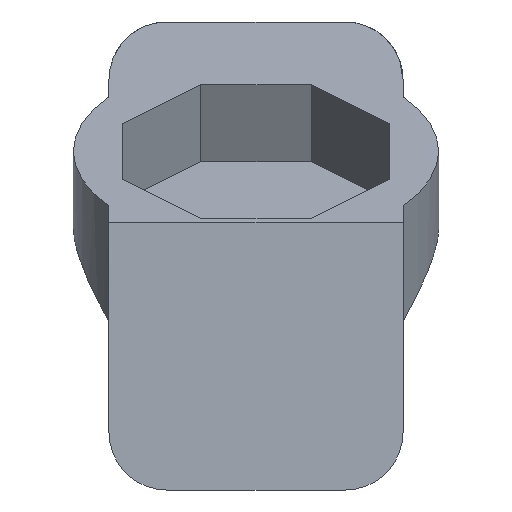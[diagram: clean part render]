
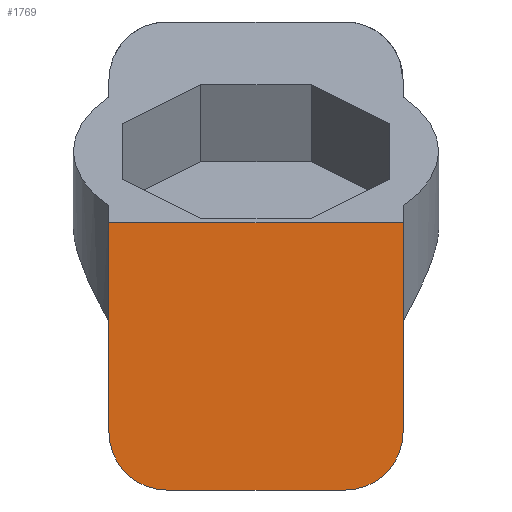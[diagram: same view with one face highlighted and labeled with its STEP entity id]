
A CAD part, front view. The second image highlights one B-rep face of the part: STEP entity #1769.
In plain terms, the highlighted planar face has unit normal (0, -1, 0).
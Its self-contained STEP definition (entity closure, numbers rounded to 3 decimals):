
#91 = PLANE('',#92);
#92 = AXIS2_PLACEMENT_3D('',#93,#94,#95);
#93 = CARTESIAN_POINT('',(13.68,19.244,
    28.349));
#94 = DIRECTION('',(-1.,0.,0.));
#95 = DIRECTION('',(0.,0.,1.));
#302 = PLANE('',#303);
#303 = AXIS2_PLACEMENT_3D('',#304,#305,#306);
#304 = CARTESIAN_POINT('',(20.28,19.244,
    33.049));
#305 = DIRECTION('',(0.,0.,1.));
#306 = DIRECTION('',(-1.,0.,0.));
#330 = PLANE('',#331);
#331 = AXIS2_PLACEMENT_3D('',#332,#333,#334);
#332 = CARTESIAN_POINT('',(20.28,19.244,
    38.349));
#333 = DIRECTION('',(1.,0.,0.));
#334 = DIRECTION('',(0.,0.,-1.));
#771 = VERTEX_POINT('',#772);
#772 = CARTESIAN_POINT('',(13.68,15.544,
    28.349));
#786 = CYLINDRICAL_SURFACE('',#787,1.3);
#787 = AXIS2_PLACEMENT_3D('',#788,#789,#790);
#788 = CARTESIAN_POINT('',(14.98,19.244,
    28.349));
#789 = DIRECTION('',(0.,1.,0.));
#790 = DIRECTION('',(0.,0.,-1.));
#798 = EDGE_CURVE('',#799,#771,#801,.T.);
#799 = VERTEX_POINT('',#800);
#800 = CARTESIAN_POINT('',(13.68,15.544,
    33.049));
#801 = SURFACE_CURVE('',#802,(#806,#813),.PCURVE_S1.);
#802 = LINE('',#803,#804);
#803 = CARTESIAN_POINT('',(13.68,15.544,
    31.549));
#804 = VECTOR('',#805,1.);
#805 = DIRECTION('',(0.,0.,-1.));
#806 = PCURVE('',#91,#807);
#807 = DEFINITIONAL_REPRESENTATION('',(#808),#812);
#808 = LINE('',#809,#810);
#809 = CARTESIAN_POINT('',(3.2,-3.7));
#810 = VECTOR('',#811,1.);
#811 = DIRECTION('',(-1.,0.));
#812 = ( GEOMETRIC_REPRESENTATION_CONTEXT(2) 
PARAMETRIC_REPRESENTATION_CONTEXT() REPRESENTATION_CONTEXT('2D SPACE',''
  ) );
#813 = PCURVE('',#814,#819);
#814 = PLANE('',#815);
#815 = AXIS2_PLACEMENT_3D('',#816,#817,#818);
#816 = CARTESIAN_POINT('',(16.98,15.544,
    30.049));
#817 = DIRECTION('',(0.,1.,0.));
#818 = DIRECTION('',(0.,0.,1.));
#819 = DEFINITIONAL_REPRESENTATION('',(#820),#824);
#820 = LINE('',#821,#822);
#821 = CARTESIAN_POINT('',(1.5,-3.3));
#822 = VECTOR('',#823,1.);
#823 = DIRECTION('',(-1.,0.));
#824 = ( GEOMETRIC_REPRESENTATION_CONTEXT(2) 
PARAMETRIC_REPRESENTATION_CONTEXT() REPRESENTATION_CONTEXT('2D SPACE',''
  ) );
#962 = CYLINDRICAL_SURFACE('',#963,1.3);
#963 = AXIS2_PLACEMENT_3D('',#964,#965,#966);
#964 = CARTESIAN_POINT('',(18.98,19.244,
    28.349));
#965 = DIRECTION('',(0.,1.,0.));
#966 = DIRECTION('',(1.,0.,0.));
#990 = PLANE('',#991);
#991 = AXIS2_PLACEMENT_3D('',#992,#993,#994);
#992 = CARTESIAN_POINT('',(18.98,19.244,
    27.049));
#993 = DIRECTION('',(0.,0.,-1.));
#994 = DIRECTION('',(-1.,0.,0.));
#1090 = VERTEX_POINT('',#1091);
#1091 = CARTESIAN_POINT('',(20.28,15.544,
    28.349));
#1189 = VERTEX_POINT('',#1190);
#1190 = CARTESIAN_POINT('',(20.28,15.544,
    33.049));
#1211 = EDGE_CURVE('',#1090,#1189,#1212,.T.);
#1212 = SURFACE_CURVE('',#1213,(#1217,#1224),.PCURVE_S1.);
#1213 = LINE('',#1214,#1215);
#1214 = CARTESIAN_POINT('',(20.28,15.544,
    29.199));
#1215 = VECTOR('',#1216,1.);
#1216 = DIRECTION('',(0.,0.,1.));
#1217 = PCURVE('',#330,#1218);
#1218 = DEFINITIONAL_REPRESENTATION('',(#1219),#1223);
#1219 = LINE('',#1220,#1221);
#1220 = CARTESIAN_POINT('',(9.15,-3.7));
#1221 = VECTOR('',#1222,1.);
#1222 = DIRECTION('',(-1.,0.));
#1223 = ( GEOMETRIC_REPRESENTATION_CONTEXT(2) 
PARAMETRIC_REPRESENTATION_CONTEXT() REPRESENTATION_CONTEXT('2D SPACE',''
  ) );
#1224 = PCURVE('',#814,#1225);
#1225 = DEFINITIONAL_REPRESENTATION('',(#1226),#1230);
#1226 = LINE('',#1227,#1228);
#1227 = CARTESIAN_POINT('',(-0.85,3.3));
#1228 = VECTOR('',#1229,1.);
#1229 = DIRECTION('',(1.,0.));
#1230 = ( GEOMETRIC_REPRESENTATION_CONTEXT(2) 
PARAMETRIC_REPRESENTATION_CONTEXT() REPRESENTATION_CONTEXT('2D SPACE',''
  ) );
#1298 = EDGE_CURVE('',#1189,#799,#1299,.T.);
#1299 = SURFACE_CURVE('',#1300,(#1304,#1311),.PCURVE_S1.);
#1300 = LINE('',#1301,#1302);
#1301 = CARTESIAN_POINT('',(18.63,15.544,
    33.049));
#1302 = VECTOR('',#1303,1.);
#1303 = DIRECTION('',(-1.,0.,0.));
#1304 = PCURVE('',#302,#1305);
#1305 = DEFINITIONAL_REPRESENTATION('',(#1306),#1310);
#1306 = LINE('',#1307,#1308);
#1307 = CARTESIAN_POINT('',(1.65,3.7));
#1308 = VECTOR('',#1309,1.);
#1309 = DIRECTION('',(1.,0.));
#1310 = ( GEOMETRIC_REPRESENTATION_CONTEXT(2) 
PARAMETRIC_REPRESENTATION_CONTEXT() REPRESENTATION_CONTEXT('2D SPACE',''
  ) );
#1311 = PCURVE('',#814,#1312);
#1312 = DEFINITIONAL_REPRESENTATION('',(#1313),#1317);
#1313 = LINE('',#1314,#1315);
#1314 = CARTESIAN_POINT('',(3.,1.65));
#1315 = VECTOR('',#1316,1.);
#1316 = DIRECTION('',(0.,-1.));
#1317 = ( GEOMETRIC_REPRESENTATION_CONTEXT(2) 
PARAMETRIC_REPRESENTATION_CONTEXT() REPRESENTATION_CONTEXT('2D SPACE',''
  ) );
#1721 = VERTEX_POINT('',#1722);
#1722 = CARTESIAN_POINT('',(14.98,15.544,
    27.049));
#1743 = EDGE_CURVE('',#771,#1721,#1744,.T.);
#1744 = SURFACE_CURVE('',#1745,(#1750,#1757),.PCURVE_S1.);
#1745 = CIRCLE('',#1746,1.3);
#1746 = AXIS2_PLACEMENT_3D('',#1747,#1748,#1749);
#1747 = CARTESIAN_POINT('',(14.98,15.544,
    28.349));
#1748 = DIRECTION('',(0.,-1.,0.));
#1749 = DIRECTION('',(-1.,0.,0.));
#1750 = PCURVE('',#786,#1751);
#1751 = DEFINITIONAL_REPRESENTATION('',(#1752),#1756);
#1752 = LINE('',#1753,#1754);
#1753 = CARTESIAN_POINT('',(1.571,-3.7));
#1754 = VECTOR('',#1755,1.);
#1755 = DIRECTION('',(-1.,0.));
#1756 = ( GEOMETRIC_REPRESENTATION_CONTEXT(2) 
PARAMETRIC_REPRESENTATION_CONTEXT() REPRESENTATION_CONTEXT('2D SPACE',''
  ) );
#1757 = PCURVE('',#814,#1758);
#1758 = DEFINITIONAL_REPRESENTATION('',(#1759),#1767);
#1759 = ( BOUNDED_CURVE() B_SPLINE_CURVE(2,(#1760,#1761,#1762,#1763,
#1764,#1765,#1766),.UNSPECIFIED.,.T.,.F.) B_SPLINE_CURVE_WITH_KNOTS((1,2
    ,2,2,2,1),(-2.094,0.,2.094,4.189,
6.283,8.378),.UNSPECIFIED.) CURVE() 
GEOMETRIC_REPRESENTATION_ITEM() RATIONAL_B_SPLINE_CURVE((1.,0.5,1.,0.5,
1.,0.5,1.)) REPRESENTATION_ITEM('') );
#1760 = CARTESIAN_POINT('',(-1.7,-3.3));
#1761 = CARTESIAN_POINT('',(-3.952,-3.3));
#1762 = CARTESIAN_POINT('',(-2.826,-1.35));
#1763 = CARTESIAN_POINT('',(-1.7,0.6));
#1764 = CARTESIAN_POINT('',(-0.574,-1.35));
#1765 = CARTESIAN_POINT('',(0.552,-3.3));
#1766 = CARTESIAN_POINT('',(-1.7,-3.3));
#1767 = ( GEOMETRIC_REPRESENTATION_CONTEXT(2) 
PARAMETRIC_REPRESENTATION_CONTEXT() REPRESENTATION_CONTEXT('2D SPACE',''
  ) );
#1769 = ADVANCED_FACE('',(#1770),#814,.F.);
#1770 = FACE_BOUND('',#1771,.T.);
#1771 = EDGE_LOOP('',(#1772,#1773,#1774,#1797,#1823,#1824));
#1772 = ORIENTED_EDGE('',*,*,#798,.T.);
#1773 = ORIENTED_EDGE('',*,*,#1743,.T.);
#1774 = ORIENTED_EDGE('',*,*,#1775,.T.);
#1775 = EDGE_CURVE('',#1721,#1776,#1778,.T.);
#1776 = VERTEX_POINT('',#1777);
#1777 = CARTESIAN_POINT('',(18.98,15.544,
    27.049));
#1778 = SURFACE_CURVE('',#1779,(#1783,#1790),.PCURVE_S1.);
#1779 = LINE('',#1780,#1781);
#1780 = CARTESIAN_POINT('',(15.98,15.544,
    27.049));
#1781 = VECTOR('',#1782,1.);
#1782 = DIRECTION('',(1.,0.,0.));
#1783 = PCURVE('',#814,#1784);
#1784 = DEFINITIONAL_REPRESENTATION('',(#1785),#1789);
#1785 = LINE('',#1786,#1787);
#1786 = CARTESIAN_POINT('',(-3.,-1.));
#1787 = VECTOR('',#1788,1.);
#1788 = DIRECTION('',(0.,1.));
#1789 = ( GEOMETRIC_REPRESENTATION_CONTEXT(2) 
PARAMETRIC_REPRESENTATION_CONTEXT() REPRESENTATION_CONTEXT('2D SPACE',''
  ) );
#1790 = PCURVE('',#990,#1791);
#1791 = DEFINITIONAL_REPRESENTATION('',(#1792),#1796);
#1792 = LINE('',#1793,#1794);
#1793 = CARTESIAN_POINT('',(3.,-3.7));
#1794 = VECTOR('',#1795,1.);
#1795 = DIRECTION('',(-1.,0.));
#1796 = ( GEOMETRIC_REPRESENTATION_CONTEXT(2) 
PARAMETRIC_REPRESENTATION_CONTEXT() REPRESENTATION_CONTEXT('2D SPACE',''
  ) );
#1797 = ORIENTED_EDGE('',*,*,#1798,.T.);
#1798 = EDGE_CURVE('',#1776,#1090,#1799,.T.);
#1799 = SURFACE_CURVE('',#1800,(#1805,#1816),.PCURVE_S1.);
#1800 = CIRCLE('',#1801,1.3);
#1801 = AXIS2_PLACEMENT_3D('',#1802,#1803,#1804);
#1802 = CARTESIAN_POINT('',(18.98,15.544,
    28.349));
#1803 = DIRECTION('',(0.,-1.,0.));
#1804 = DIRECTION('',(0.,0.,-1.));
#1805 = PCURVE('',#814,#1806);
#1806 = DEFINITIONAL_REPRESENTATION('',(#1807),#1815);
#1807 = ( BOUNDED_CURVE() B_SPLINE_CURVE(2,(#1808,#1809,#1810,#1811,
#1812,#1813,#1814),.UNSPECIFIED.,.T.,.F.) B_SPLINE_CURVE_WITH_KNOTS((1,2
    ,2,2,2,1),(-2.094,0.,2.094,4.189,
6.283,8.378),.UNSPECIFIED.) CURVE() 
GEOMETRIC_REPRESENTATION_ITEM() RATIONAL_B_SPLINE_CURVE((1.,0.5,1.,0.5,
1.,0.5,1.)) REPRESENTATION_ITEM('') );
#1808 = CARTESIAN_POINT('',(-3.,2.));
#1809 = CARTESIAN_POINT('',(-3.,4.252));
#1810 = CARTESIAN_POINT('',(-1.05,3.126));
#1811 = CARTESIAN_POINT('',(0.9,2.));
#1812 = CARTESIAN_POINT('',(-1.05,0.874));
#1813 = CARTESIAN_POINT('',(-3.,-0.252));
#1814 = CARTESIAN_POINT('',(-3.,2.));
#1815 = ( GEOMETRIC_REPRESENTATION_CONTEXT(2) 
PARAMETRIC_REPRESENTATION_CONTEXT() REPRESENTATION_CONTEXT('2D SPACE',''
  ) );
#1816 = PCURVE('',#962,#1817);
#1817 = DEFINITIONAL_REPRESENTATION('',(#1818),#1822);
#1818 = LINE('',#1819,#1820);
#1819 = CARTESIAN_POINT('',(1.571,-3.7));
#1820 = VECTOR('',#1821,1.);
#1821 = DIRECTION('',(-1.,0.));
#1822 = ( GEOMETRIC_REPRESENTATION_CONTEXT(2) 
PARAMETRIC_REPRESENTATION_CONTEXT() REPRESENTATION_CONTEXT('2D SPACE',''
  ) );
#1823 = ORIENTED_EDGE('',*,*,#1211,.T.);
#1824 = ORIENTED_EDGE('',*,*,#1298,.T.);
